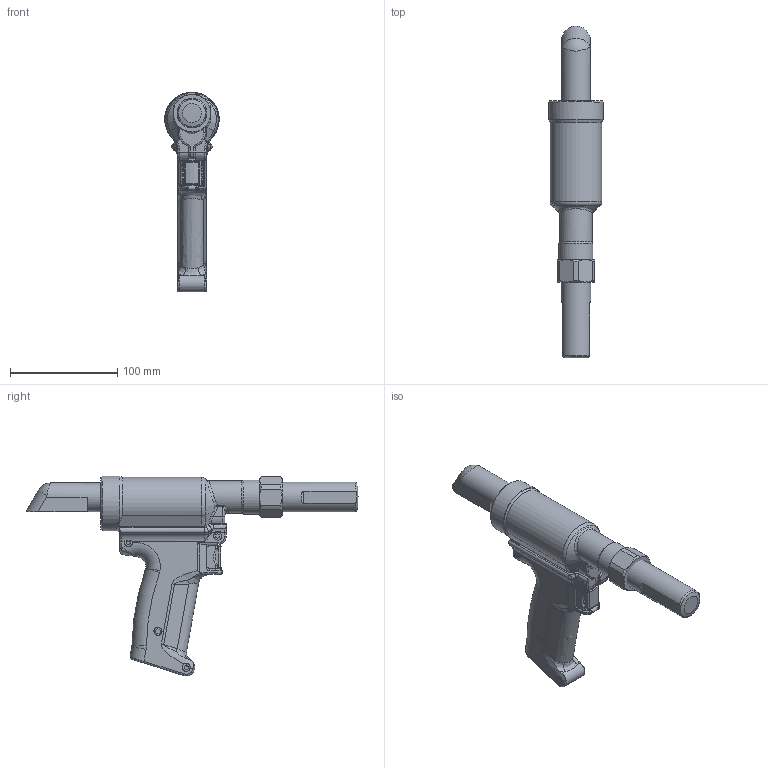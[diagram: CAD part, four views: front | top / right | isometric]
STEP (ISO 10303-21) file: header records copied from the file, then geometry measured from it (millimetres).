
FILE_DESCRIPTION(/* description */ (''),/* implementation_level */ '2;1');
FILE_NAME(/* name */ '2583_99-1272_clr.step',/* time_stamp */ '2015-11-24T08:30:00-06:00',/* author */ (''),/* organization */ (''),/* preprocessor_version */ 'ST-DEVELOPER v15',/* originating_system */ 'SIEMENS PLM Software NX 9.0',/* authorisation */ '');
FILE_SCHEMA (('AUTOMOTIVE_DESIGN { 1 0 10303 214 3 1 1 1 }'));
Length unit declared in the file: inch
Products named in the file (3): 2583_CLR_stp; 99-1272_CLR_stp; 2583_99-1272_clr
Assembly tree (2 placements, depth 2):
  2583_99-1272_clr
    99-1272_CLR_stp
    2583_CLR_stp
Bounding box: 50.73 x 309.38 x 186.12 mm (x, y, z)
Volume: 476576.9 mm3; surface area: 99543 mm2
Topology: 4 solids, 4 shells, 889 faces, 2344 edges, 1450 vertices
Faces by surface type: plane 322, cylinder 283, bspline 123, torus 84, cone 50, sphere 11, extrusion 10, revolution 6
Full cylindrical faces by diameter (mm): 1.524 x7, 3.825 x1, 3.835 x2, 4.064 x1, 4.826 x5, 7.925 x1, 9.525 x4, 12.586 x1, 15.875 x1, 26.924 x1, 26.994 x1, 27.75 x1, 29.782 x1, 30.15 x1, 31.636 x1, 44.347 x1, 50.8 x1
Entity records: 31419 total; most frequent: CARTESIAN_POINT 10612, ORIENTED_EDGE 4494, DIRECTION 4125, EDGE_CURVE 2247, AXIS2_PLACEMENT_3D 1595, VERTEX_POINT 1431, EDGE_LOOP 988, VECTOR 929
